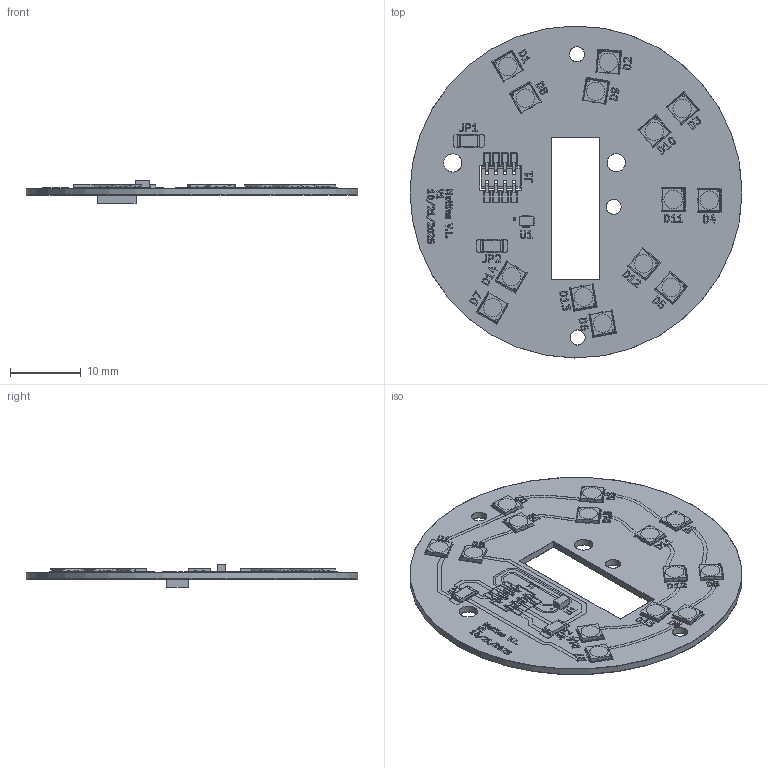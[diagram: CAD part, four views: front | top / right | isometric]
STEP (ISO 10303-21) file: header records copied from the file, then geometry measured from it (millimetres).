
FILE_DESCRIPTION(('KiCad electronic assembly'),'2;1');
FILE_NAME('DEL_MCPCB.step','2025-10-30T00:29:38',('Pcbnew'),('Kicad'), 'Open CASCADE STEP processor 7.9','KiCad to STEP converter','Unknown' );
FILE_SCHEMA(('AUTOMOTIVE_DESIGN { 1 0 10303 214 1 1 1 1 }'));
Length unit declared in the file: millimetre
Products named in the file (15): DEL_MCPCB 1; CLP-104-02-X-D; CLP-104-2-L-DTRM; C-106-22-1-L-04_Pin; J Series 3030 Round; 3030-017 UNIT SIZE; 3030-14-H1 EMC UNIT SIZE; 3030-14-H1 LF UNIT SZIE; ӫ¹⽺; R_1206_3216Metric; 80216oplga4l; DEL_MCPCB_copper; DEL_MCPCB_silkscreen; DEL_MCPCB_soldermask; DEL_MCPCB_PCB
Assembly tree (29 placements, depth 4):
  DEL_MCPCB 1
    CLP-104-02-X-D
      CLP-104-2-L-DTRM
      C-106-22-1-L-04_Pin  x2
    J Series 3030 Round  x14
      3030-017 UNIT SIZE
        3030-14-H1 EMC UNIT SIZE
        3030-14-H1 LF UNIT SZIE
      ӫ¹⽺
    R_1206_3216Metric  x2
    80216oplga4l
    DEL_MCPCB_copper
    DEL_MCPCB_silkscreen
    DEL_MCPCB_soldermask
    DEL_MCPCB_PCB
Bounding box: 47 x 47 x 3.16 mm (x, y, z)
Volume: 1528.6 mm3; surface area: 7793.2 mm2
Topology: 85 solids, 175 shells, 4587 faces, 14750 edges, 10395 vertices
Faces by surface type: plane 2933, cylinder 1598, cone 56
Full cylindrical faces by diameter (mm): 2.129 x3, 2.603 x2, 47 x1
Entity records: 57818 total; most frequent: CARTESIAN_POINT 10892, DIRECTION 8974, ORIENTED_EDGE 8963, EDGE_CURVE 5356, LINE 4508, VECTOR 4508, VERTEX_POINT 4151, AXIS2_PLACEMENT_3D 2233
